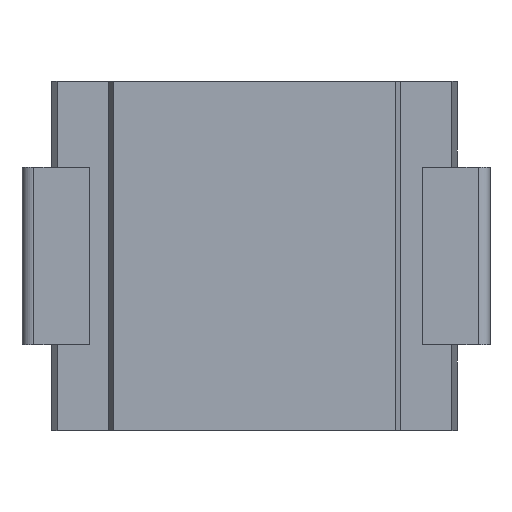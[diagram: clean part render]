
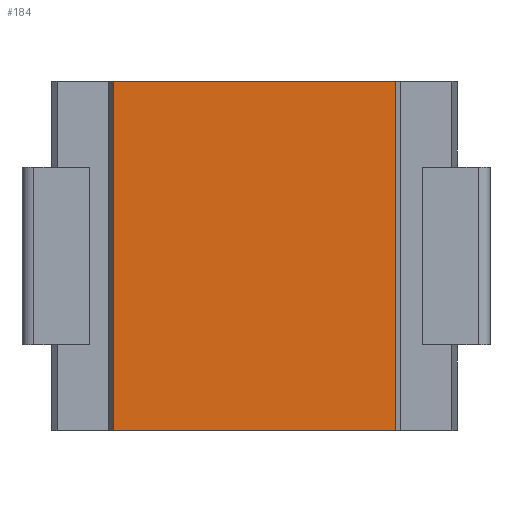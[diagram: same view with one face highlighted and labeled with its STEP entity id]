
A CAD part, front view. The second image highlights one B-rep face of the part: STEP entity #184.
In plain terms, the highlighted planar face has unit normal (0, -1, 0).
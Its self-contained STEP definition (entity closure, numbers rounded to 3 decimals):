
#158 = VERTEX_POINT('',#159);
#159 = CARTESIAN_POINT('',(-2.404,-0.548,-2.95));
#165 = EDGE_CURVE('',#166,#158,#168,.T.);
#166 = VERTEX_POINT('',#167);
#167 = CARTESIAN_POINT('',(-2.404,-0.548,2.95));
#168 = LINE('',#169,#170);
#169 = CARTESIAN_POINT('',(-2.404,-0.548,2.95));
#170 = VECTOR('',#171,1.);
#171 = DIRECTION('',(-0.,-0.,-1.));
#184 = ADVANCED_FACE('',(#185),#210,.F.);
#185 = FACE_BOUND('',#186,.T.);
#186 = EDGE_LOOP('',(#187,#195,#203,#209));
#187 = ORIENTED_EDGE('',*,*,#188,.T.);
#188 = EDGE_CURVE('',#158,#189,#191,.T.);
#189 = VERTEX_POINT('',#190);
#190 = CARTESIAN_POINT('',(2.357,-0.548,-2.95));
#191 = LINE('',#192,#193);
#192 = CARTESIAN_POINT('',(2.357,-0.548,-2.95));
#193 = VECTOR('',#194,1.);
#194 = DIRECTION('',(1.,0.,-0.));
#195 = ORIENTED_EDGE('',*,*,#196,.F.);
#196 = EDGE_CURVE('',#197,#189,#199,.T.);
#197 = VERTEX_POINT('',#198);
#198 = CARTESIAN_POINT('',(2.357,-0.548,2.95));
#199 = LINE('',#200,#201);
#200 = CARTESIAN_POINT('',(2.357,-0.548,2.95));
#201 = VECTOR('',#202,1.);
#202 = DIRECTION('',(-0.,-0.,-1.));
#203 = ORIENTED_EDGE('',*,*,#204,.F.);
#204 = EDGE_CURVE('',#166,#197,#205,.T.);
#205 = LINE('',#206,#207);
#206 = CARTESIAN_POINT('',(2.357,-0.548,2.95));
#207 = VECTOR('',#208,1.);
#208 = DIRECTION('',(1.,0.,-0.));
#209 = ORIENTED_EDGE('',*,*,#165,.T.);
#210 = PLANE('',#211);
#211 = AXIS2_PLACEMENT_3D('',#212,#213,#214);
#212 = CARTESIAN_POINT('',(2.357,-0.548,2.95));
#213 = DIRECTION('',(0.,1.,0.));
#214 = DIRECTION('',(-1.,0.,0.));
